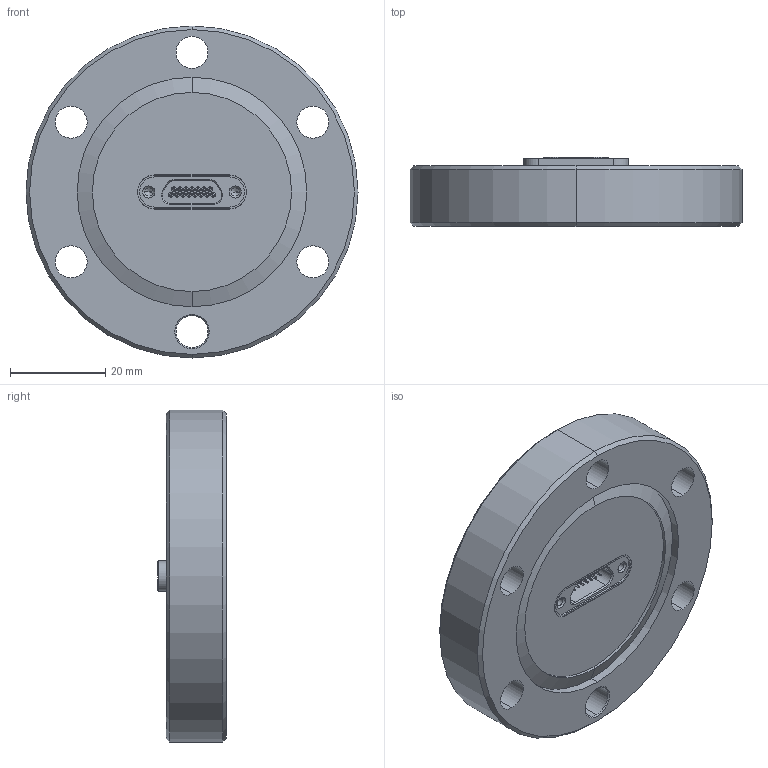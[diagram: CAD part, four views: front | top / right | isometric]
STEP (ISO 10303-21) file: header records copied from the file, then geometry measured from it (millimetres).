
FILE_DESCRIPTION (( 'STEP AP203' ), '1' );
FILE_NAME ('A11563-2-CF.STEP', '2013-05-01T11:05:11', ( '' ), ( '' ), 'SwSTEP 2.0', 'SolidWorks 2012', '' );
FILE_SCHEMA (( 'CONFIG_CONTROL_DESIGN' ));
Length unit declared in the file: inch
Products named in the file (1): A11563-2-CF
Bounding box: 69.85 x 14.5 x 69.85 mm (x, y, z)
Volume: 42932.4 mm3; surface area: 14264.5 mm2
Topology: 32 solids, 32 shells, 756 faces, 1811 edges, 1083 vertices
Faces by surface type: cylinder 379, cone 140, plane 132, bspline 105
Entity records: 23745 total; most frequent: CARTESIAN_POINT 5758, DIRECTION 4025, ORIENTED_EDGE 3576, EDGE_CURVE 1788, AXIS2_PLACEMENT_3D 1645, VERTEX_POINT 1098, CIRCLE 993, EDGE_LOOP 890
